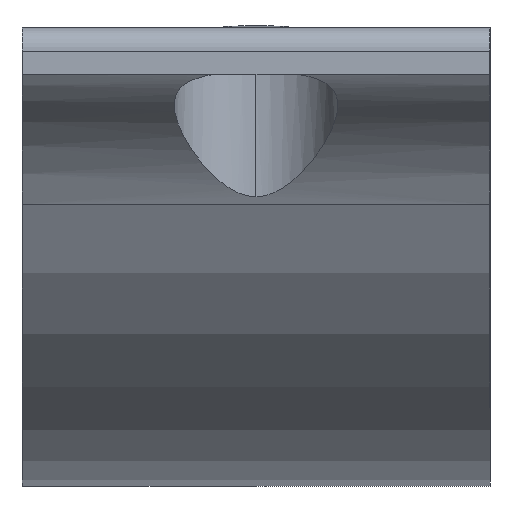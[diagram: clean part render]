
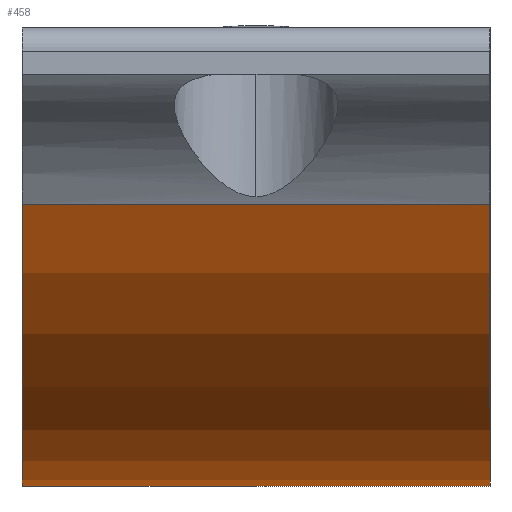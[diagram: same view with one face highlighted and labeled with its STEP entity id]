
A CAD part, left-side view. The second image highlights one B-rep face of the part: STEP entity #458.
In plain terms, the highlighted cylindrical face has radius 20.6 mm (diameter 41.2 mm), a partial arc.
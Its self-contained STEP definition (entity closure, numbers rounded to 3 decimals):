
#72 = VERTEX_POINT ( 'NONE', #831 ) ;
#75 = CARTESIAN_POINT ( 'NONE',  ( 0., -10., 20.6 ) ) ;
#125 = EDGE_CURVE ( 'NONE', #508, #189, #769, .T. ) ;
#126 = AXIS2_PLACEMENT_3D ( 'NONE', #253, #462, #1043 ) ;
#175 = ORIENTED_EDGE ( 'NONE', *, *, #125, .T. ) ;
#189 = VERTEX_POINT ( 'NONE', #452 ) ;
#197 = CARTESIAN_POINT ( 'NONE',  ( 0., 10., 20.6 ) ) ;
#253 = CARTESIAN_POINT ( 'NONE',  ( 0., 10., 20.6 ) ) ;
#302 = CARTESIAN_POINT ( 'NONE',  ( -18.743, 10., 12.052 ) ) ;
#330 = VECTOR ( 'NONE', #1264, 1000. ) ;
#348 = CYLINDRICAL_SURFACE ( 'NONE', #126, 20.6 ) ;
#413 = EDGE_CURVE ( 'NONE', #508, #915, #881, .T. ) ;
#452 = CARTESIAN_POINT ( 'NONE',  ( 0., -10., 0. ) ) ;
#458 = ADVANCED_FACE ( 'NONE', ( #1228 ), #348, .T. ) ;
#462 = DIRECTION ( 'NONE',  ( 0., -1., 0. ) ) ;
#471 = DIRECTION ( 'NONE',  ( 0., 0., 1. ) ) ;
#491 = DIRECTION ( 'NONE',  ( 0., 1., 0. ) ) ;
#493 = CIRCLE ( 'NONE', #1210, 20.6 ) ;
#508 = VERTEX_POINT ( 'NONE', #1253 ) ;
#546 = EDGE_CURVE ( 'NONE', #72, #915, #745, .T. ) ;
#551 = DIRECTION ( 'NONE',  ( 0., 1., 0. ) ) ;
#619 = DIRECTION ( 'NONE',  ( 0., 1., 0. ) ) ;
#661 = CARTESIAN_POINT ( 'NONE',  ( -18.743, 10., 12.052 ) ) ;
#680 = EDGE_LOOP ( 'NONE', ( #963, #175, #923, #1137 ) ) ;
#734 = AXIS2_PLACEMENT_3D ( 'NONE', #197, #619, #1113 ) ;
#743 = EDGE_CURVE ( 'NONE', #189, #72, #493, .T. ) ;
#745 = LINE ( 'NONE', #661, #1105 ) ;
#769 = LINE ( 'NONE', #957, #330 ) ;
#831 = CARTESIAN_POINT ( 'NONE',  ( -18.743, -10., 12.052 ) ) ;
#881 = CIRCLE ( 'NONE', #734, 20.6 ) ;
#915 = VERTEX_POINT ( 'NONE', #302 ) ;
#923 = ORIENTED_EDGE ( 'NONE', *, *, #743, .T. ) ;
#957 = CARTESIAN_POINT ( 'NONE',  ( 0., 10., 0. ) ) ;
#963 = ORIENTED_EDGE ( 'NONE', *, *, #413, .F. ) ;
#1043 = DIRECTION ( 'NONE',  ( 0., 0., -1. ) ) ;
#1105 = VECTOR ( 'NONE', #551, 1000. ) ;
#1113 = DIRECTION ( 'NONE',  ( 0., 0., 1. ) ) ;
#1137 = ORIENTED_EDGE ( 'NONE', *, *, #546, .T. ) ;
#1210 = AXIS2_PLACEMENT_3D ( 'NONE', #75, #491, #471 ) ;
#1228 = FACE_OUTER_BOUND ( 'NONE', #680, .T. ) ;
#1253 = CARTESIAN_POINT ( 'NONE',  ( 0., 10., 0. ) ) ;
#1264 = DIRECTION ( 'NONE',  ( 0., -1., 0. ) ) ;
